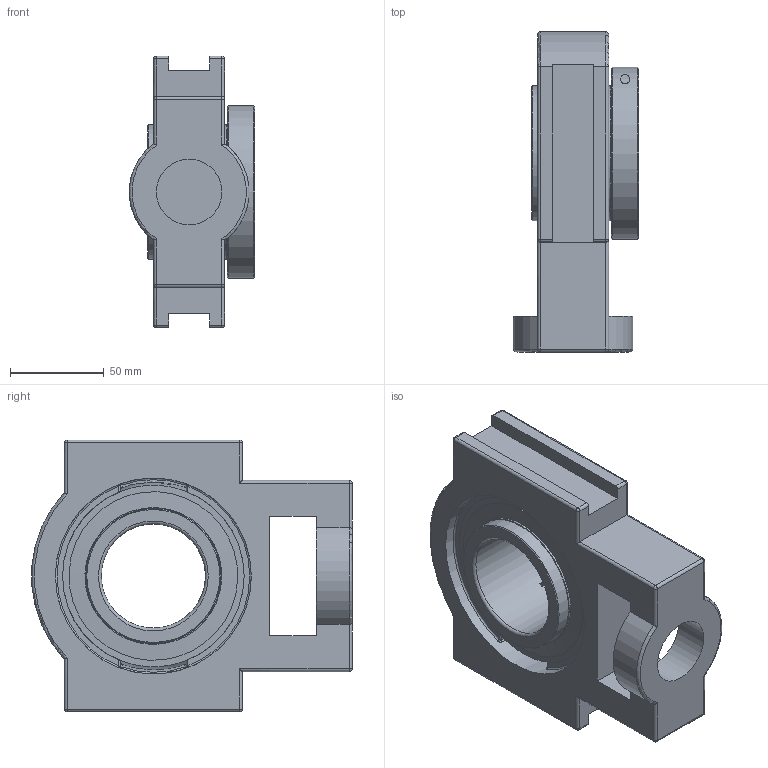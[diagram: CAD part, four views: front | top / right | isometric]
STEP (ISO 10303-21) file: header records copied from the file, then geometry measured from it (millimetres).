
FILE_DESCRIPTION(/* description */ ('Alibre Inc.'),/* implementation_level */ '2;1');
FILE_NAME(/* name */ 'export-35CCE5AA-F1BC-47CC-93E9-C269D7992F78',/* time_stamp */ '2020-05-18T09:39:19-07:00',/* author */ (''),/* organization */ (''),/* preprocessor_version */ 'ST-DEVELOPER v17',/* originating_system */ 'Alibre',/* authorisation */ '');
FILE_SCHEMA (('CONFIG_CONTROL_DESIGN'));
Length unit declared in the file: inch
Bounding box: 66.78 x 170.77 x 145 mm (x, y, z)
Volume: 559839.1 mm3; surface area: 145685.1 mm2
Topology: 17 solids, 17 shells, 248 faces, 634 edges, 388 vertices
Faces by surface type: plane 83, cylinder 80, sphere 29, cone 28, torus 24, bspline 4
Full cylindrical faces by diameter (mm): 4.917 x2, 6.4 x1, 10 x1, 11.2 x1, 35 x1, 55.563 x1, 72 x4, 73.016 x2, 88 x2, 90 x2, 104.56 x2, 110.1 x1
Entity records: 8312 total; most frequent: CARTESIAN_POINT 2446, ORIENTED_EDGE 1066, DIRECTION 937, EDGE_CURVE 533, AXIS2_PLACEMENT_3D 390, VERTEX_POINT 356, FACE_BOUND 287, EDGE_LOOP 277
